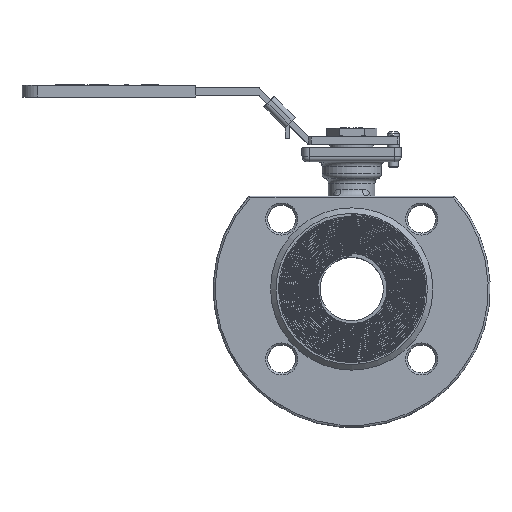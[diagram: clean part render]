
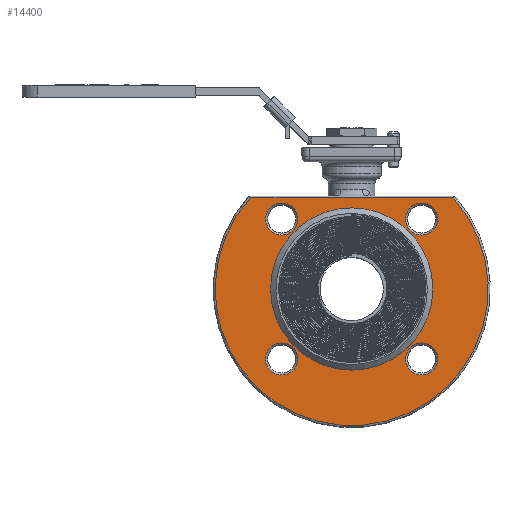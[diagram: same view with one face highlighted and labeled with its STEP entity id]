
A CAD part, top view. The second image highlights one B-rep face of the part: STEP entity #14400.
In plain terms, the highlighted planar face has unit normal (0, 0, 1).
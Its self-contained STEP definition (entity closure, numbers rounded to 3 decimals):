
#1215=PLANE('',#15509);
#2439=LINE('',#59677,#3667);
#3667=VECTOR('',#18595,1000.);
#7274=ORIENTED_EDGE('',*,*,#9720,.F.);
#7275=ORIENTED_EDGE('',*,*,#9721,.T.);
#7276=ORIENTED_EDGE('',*,*,#9679,.T.);
#7277=ORIENTED_EDGE('',*,*,#9722,.T.);
#7278=ORIENTED_EDGE('',*,*,#9723,.T.);
#7279=ORIENTED_EDGE('',*,*,#9724,.T.);
#7280=ORIENTED_EDGE('',*,*,#9725,.T.);
#9679=EDGE_CURVE('',#11085,#11084,#2439,.T.);
#9720=EDGE_CURVE('',#11112,#11112,#11460,.T.);
#9721=EDGE_CURVE('',#11084,#11085,#11461,.T.);
#9722=EDGE_CURVE('',#11113,#11113,#11462,.T.);
#9723=EDGE_CURVE('',#11114,#11114,#11463,.T.);
#9724=EDGE_CURVE('',#11115,#11115,#11464,.T.);
#9725=EDGE_CURVE('',#11116,#11116,#11465,.T.);
#11084=VERTEX_POINT('',#59676);
#11085=VERTEX_POINT('',#59678);
#11112=VERTEX_POINT('',#59772);
#11113=VERTEX_POINT('',#59775);
#11114=VERTEX_POINT('',#59777);
#11115=VERTEX_POINT('',#59779);
#11116=VERTEX_POINT('',#59781);
#11460=CIRCLE('',#15510,41.);
#11461=CIRCLE('',#15511,69.);
#11462=CIRCLE('',#15512,8.1);
#11463=CIRCLE('',#15513,8.1);
#11464=CIRCLE('',#15514,8.1);
#11465=CIRCLE('',#15515,8.1);
#12369=EDGE_LOOP('',(#7274));
#12370=EDGE_LOOP('',(#7275,#7276));
#12371=EDGE_LOOP('',(#7277));
#12372=EDGE_LOOP('',(#7278));
#12373=EDGE_LOOP('',(#7279));
#12374=EDGE_LOOP('',(#7280));
#13378=FACE_BOUND('',#12369,.T.);
#13379=FACE_BOUND('',#12370,.T.);
#13380=FACE_BOUND('',#12371,.T.);
#13381=FACE_BOUND('',#12372,.T.);
#13382=FACE_BOUND('',#12373,.T.);
#13383=FACE_BOUND('',#12374,.T.);
#14400=ADVANCED_FACE('',(#13378,#13379,#13380,#13381,#13382,#13383),#1215,
 .T.);
#15509=AXIS2_PLACEMENT_3D('',#59770,#18673,#18674);
#15510=AXIS2_PLACEMENT_3D('',#59771,#18675,#18676);
#15511=AXIS2_PLACEMENT_3D('',#59773,#18677,#18678);
#15512=AXIS2_PLACEMENT_3D('',#59774,#18679,#18680);
#15513=AXIS2_PLACEMENT_3D('',#59776,#18681,#18682);
#15514=AXIS2_PLACEMENT_3D('',#59778,#18683,#18684);
#15515=AXIS2_PLACEMENT_3D('',#59780,#18685,#18686);
#18595=DIRECTION('',(-1.,0.,0.));
#18673=DIRECTION('',(0.,0.,1.));
#18674=DIRECTION('',(1.,0.,0.));
#18675=DIRECTION('',(0.,0.,1.));
#18676=DIRECTION('',(1.,0.,0.));
#18677=DIRECTION('',(0.,0.,1.));
#18678=DIRECTION('',(1.,0.,0.));
#18679=DIRECTION('',(0.,0.,-1.));
#18680=DIRECTION('',(1.,0.,0.));
#18681=DIRECTION('',(0.,0.,-1.));
#18682=DIRECTION('',(1.,0.,0.));
#18683=DIRECTION('',(0.,0.,-1.));
#18684=DIRECTION('',(1.,0.,0.));
#18685=DIRECTION('',(0.,0.,-1.));
#18686=DIRECTION('',(1.,0.,0.));
#59676=CARTESIAN_POINT('',(-51.43,46.,24.5));
#59677=CARTESIAN_POINT('',(-51.875,46.,24.5));
#59678=CARTESIAN_POINT('',(51.43,46.,24.5));
#59770=CARTESIAN_POINT('',(0.,0.,24.5));
#59771=CARTESIAN_POINT('',(0.,0.,24.5));
#59772=CARTESIAN_POINT('',(41.,0.,24.5));
#59773=CARTESIAN_POINT('',(0.,0.,24.5));
#59774=CARTESIAN_POINT('',(-35.356,35.356,24.5));
#59775=CARTESIAN_POINT('',(-27.256,35.356,24.5));
#59776=CARTESIAN_POINT('',(35.355,35.355,24.5));
#59777=CARTESIAN_POINT('',(43.455,35.355,24.5));
#59778=CARTESIAN_POINT('',(-35.357,-35.355,24.5));
#59779=CARTESIAN_POINT('',(-27.257,-35.355,24.5));
#59780=CARTESIAN_POINT('',(35.354,-35.356,24.5));
#59781=CARTESIAN_POINT('',(43.454,-35.356,24.5));
